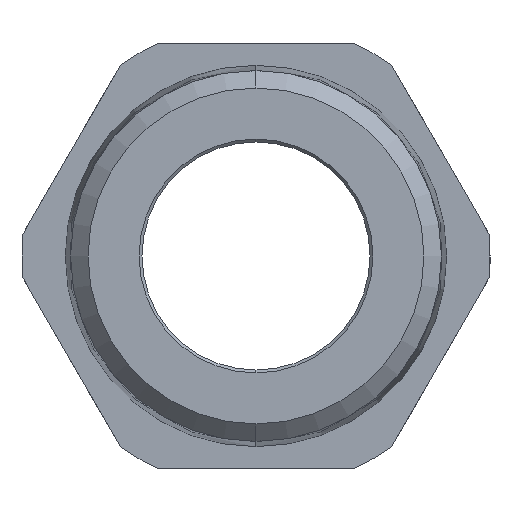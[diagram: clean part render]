
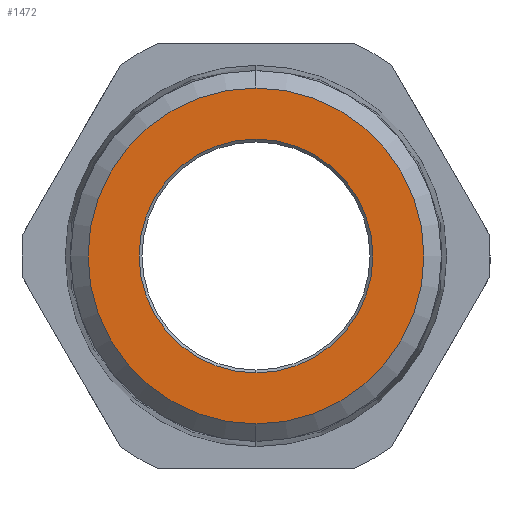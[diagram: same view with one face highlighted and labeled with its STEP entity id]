
A CAD part, left-side view. The second image highlights one B-rep face of the part: STEP entity #1472.
In plain terms, the highlighted planar face has unit normal (-1, 0, 0).
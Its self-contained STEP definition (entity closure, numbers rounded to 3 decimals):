
#37 = CIRCLE ( 'NONE', #633, 10.3 ) ;
#69 = ORIENTED_EDGE ( 'NONE', *, *, #2685, .T. ) ;
#111 = EDGE_CURVE ( 'NONE', #1823, #983, #1784, .T. ) ;
#144 = DIRECTION ( 'NONE',  ( 1., 0., 0. ) ) ;
#238 = DIRECTION ( 'NONE',  ( 0., 0., -1. ) ) ;
#400 = AXIS2_PLACEMENT_3D ( 'NONE', #1401, #2871, #2369 ) ;
#633 = AXIS2_PLACEMENT_3D ( 'NONE', #2201, #2942, #1715 ) ;
#692 = CARTESIAN_POINT ( 'NONE',  ( 0., 0., 0. ) ) ;
#725 = VERTEX_POINT ( 'NONE', #1522 ) ;
#812 = FACE_OUTER_BOUND ( 'NONE', #830, .T. ) ;
#830 = EDGE_LOOP ( 'NONE', ( #3048, #2303 ) ) ;
#983 = VERTEX_POINT ( 'NONE', #2811 ) ;
#1132 = VERTEX_POINT ( 'NONE', #1173 ) ;
#1147 = CARTESIAN_POINT ( 'NONE',  ( 0., 0., 0. ) ) ;
#1173 = CARTESIAN_POINT ( 'NONE',  ( 0., 0., 10.3 ) ) ;
#1272 = FACE_BOUND ( 'NONE', #2272, .T. ) ;
#1296 = AXIS2_PLACEMENT_3D ( 'NONE', #1955, #2181, #238 ) ;
#1401 = CARTESIAN_POINT ( 'NONE',  ( 0., 0., 0. ) ) ;
#1472 = ADVANCED_FACE ( 'NONE', ( #1272, #812 ), #3098, .F. ) ;
#1522 = CARTESIAN_POINT ( 'NONE',  ( 0., 0., -10.3 ) ) ;
#1552 = CARTESIAN_POINT ( 'NONE',  ( 0., 0., 14.796 ) ) ;
#1558 = CIRCLE ( 'NONE', #400, 14.796 ) ;
#1619 = AXIS2_PLACEMENT_3D ( 'NONE', #1147, #144, #1655 ) ;
#1655 = DIRECTION ( 'NONE',  ( 0., 0., -1. ) ) ;
#1715 = DIRECTION ( 'NONE',  ( 0., 0., -1. ) ) ;
#1749 = DIRECTION ( 'NONE',  ( -1., 0., 0. ) ) ;
#1784 = CIRCLE ( 'NONE', #2858, 14.796 ) ;
#1823 = VERTEX_POINT ( 'NONE', #1552 ) ;
#1955 = CARTESIAN_POINT ( 'NONE',  ( 0., 0., 0. ) ) ;
#2181 = DIRECTION ( 'NONE',  ( 1., 0., 0. ) ) ;
#2201 = CARTESIAN_POINT ( 'NONE',  ( 0., 0., 0. ) ) ;
#2218 = CIRCLE ( 'NONE', #1296, 10.3 ) ;
#2272 = EDGE_LOOP ( 'NONE', ( #2343, #69 ) ) ;
#2303 = ORIENTED_EDGE ( 'NONE', *, *, #111, .T. ) ;
#2343 = ORIENTED_EDGE ( 'NONE', *, *, #3105, .T. ) ;
#2369 = DIRECTION ( 'NONE',  ( 0., 0., -1. ) ) ;
#2527 = EDGE_CURVE ( 'NONE', #983, #1823, #1558, .T. ) ;
#2685 = EDGE_CURVE ( 'NONE', #725, #1132, #2218, .T. ) ;
#2727 = DIRECTION ( 'NONE',  ( 0., 0., -1. ) ) ;
#2811 = CARTESIAN_POINT ( 'NONE',  ( 0., 0., -14.796 ) ) ;
#2858 = AXIS2_PLACEMENT_3D ( 'NONE', #692, #1749, #2727 ) ;
#2871 = DIRECTION ( 'NONE',  ( -1., 0., 0. ) ) ;
#2942 = DIRECTION ( 'NONE',  ( 1., 0., 0. ) ) ;
#3048 = ORIENTED_EDGE ( 'NONE', *, *, #2527, .T. ) ;
#3098 = PLANE ( 'NONE',  #1619 ) ;
#3105 = EDGE_CURVE ( 'NONE', #1132, #725, #37, .T. ) ;
